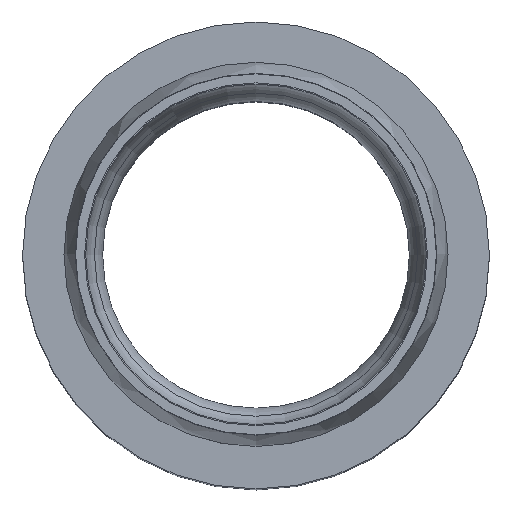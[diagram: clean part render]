
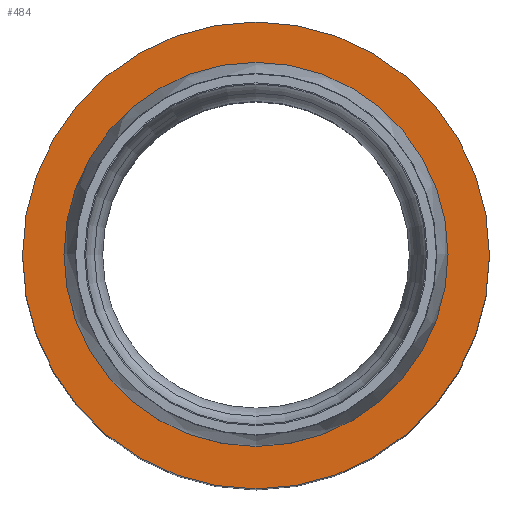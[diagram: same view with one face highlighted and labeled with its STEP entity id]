
A CAD part, top view. The second image highlights one B-rep face of the part: STEP entity #484.
In plain terms, the highlighted planar face has unit normal (0, 0, 1).
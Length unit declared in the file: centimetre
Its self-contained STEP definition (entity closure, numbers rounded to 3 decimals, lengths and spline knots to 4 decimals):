
#24=FACE_BOUND('',#129,.T.);
#27=PLANE('',#569);
#98=FACE_OUTER_BOUND('',#128,.T.);
#128=EDGE_LOOP('',(#441));
#129=EDGE_LOOP('',(#442));
#188=CIRCLE('',#568,29.21);
#189=CIRCLE('',#570,38.05);
#233=VERTEX_POINT('',#1000);
#234=VERTEX_POINT('',#1004);
#303=EDGE_CURVE('',#233,#233,#188,.T.);
#304=EDGE_CURVE('',#234,#234,#189,.T.);
#441=ORIENTED_EDGE('',*,*,#304,.F.);
#442=ORIENTED_EDGE('',*,*,#303,.T.);
#484=ADVANCED_FACE('',(#98,#24),#27,.T.);
#568=AXIS2_PLACEMENT_3D('',#1002,#745,#746);
#569=AXIS2_PLACEMENT_3D('',#1003,#747,#748);
#570=AXIS2_PLACEMENT_3D('',#1005,#749,#750);
#745=DIRECTION('center_axis',(0.,0.,
-1.));
#746=DIRECTION('ref_axis',(1.,0.,0.));
#747=DIRECTION('center_axis',(0.,0.,
1.));
#748=DIRECTION('ref_axis',(0.,-1.,0.));
#749=DIRECTION('center_axis',(0.,0.,
-1.));
#750=DIRECTION('ref_axis',(1.,0.,0.));
#1000=CARTESIAN_POINT('',(100.5873,97.1939,-160.0351));
#1002=CARTESIAN_POINT('Origin',(129.7973,97.1939,-160.0351));
#1003=CARTESIAN_POINT('Origin',(167.8473,97.1939,-160.0351));
#1004=CARTESIAN_POINT('',(91.7473,97.1939,-160.0351));
#1005=CARTESIAN_POINT('Origin',(129.7973,97.1939,-160.0351));
